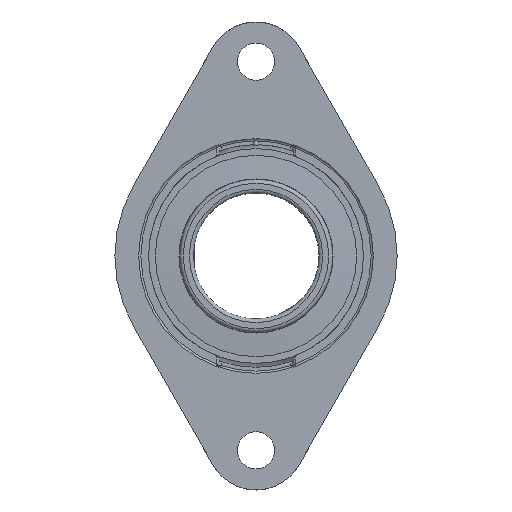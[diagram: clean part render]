
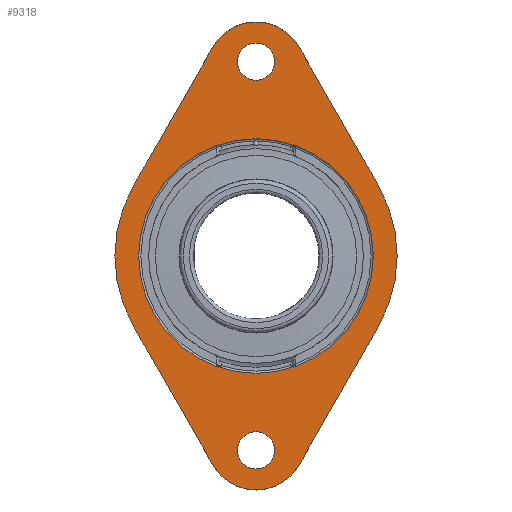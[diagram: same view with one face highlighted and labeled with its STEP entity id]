
A CAD part, left-side view. The second image highlights one B-rep face of the part: STEP entity #9318.
In plain terms, the highlighted face is planar.
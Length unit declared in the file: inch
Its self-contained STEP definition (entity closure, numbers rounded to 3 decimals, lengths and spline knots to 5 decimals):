
#6950=CARTESIAN_POINT('',(3.32413,-0.68343,-0.));
#6951=VERTEX_POINT('',#6950);
#6958=CARTESIAN_POINT('',(3.32413,0.68343,-0.));
#6959=VERTEX_POINT('',#6958);
#6960=CARTESIAN_POINT('',(2.93307,0.,-0.));
#6961=DIRECTION('',(0.,0.,1.));
#6962=DIRECTION('',(1.,0.,-0.));
#6963=AXIS2_PLACEMENT_3D('',#6960,#6961,#6962);
#6964=CIRCLE('',#6963,0.7874);
#6965=EDGE_CURVE('',#6951,#6959,#6964,.T.);
#9042=CARTESIAN_POINT('',(-0.,-1.86498,0.));
#9043=VERTEX_POINT('',#9042);
#9064=CARTESIAN_POINT('',(0.,1.86498,0.));
#9065=VERTEX_POINT('',#9064);
#9066=CARTESIAN_POINT('',(0.,0.,-0.));
#9067=DIRECTION('',(0.,0.,1.));
#9068=DIRECTION('',(-0.,1.,-0.));
#9069=AXIS2_PLACEMENT_3D('',#9066,#9067,#9068);
#9070=CIRCLE('',#9069,1.86498);
#9071=EDGE_CURVE('',#9065,#9043,#9070,.T.);
#9073=CARTESIAN_POINT('',(0.,0.,-0.));
#9074=DIRECTION('',(0.,0.,1.));
#9075=DIRECTION('',(-0.,1.,-0.));
#9076=AXIS2_PLACEMENT_3D('',#9073,#9074,#9075);
#9077=CIRCLE('',#9076,1.86498);
#9078=EDGE_CURVE('',#9043,#9065,#9077,.T.);
#9171=CARTESIAN_POINT('',(2.79528,0.,-0.));
#9172=VERTEX_POINT('',#9171);
#9181=CARTESIAN_POINT('',(3.09055,0.,-0.));
#9182=DIRECTION('',(0.,0.,1.));
#9183=DIRECTION('',(1.,0.,-0.));
#9184=AXIS2_PLACEMENT_3D('',#9181,#9182,#9183);
#9185=CIRCLE('',#9184,0.29528);
#9186=EDGE_CURVE('',#9172,#9172,#9185,.T.);
#9213=CARTESIAN_POINT('',(-3.38583,0.,0.));
#9214=VERTEX_POINT('',#9213);
#9221=CARTESIAN_POINT('',(-3.09055,0.,0.));
#9222=DIRECTION('',(0.,0.,1.));
#9223=DIRECTION('',(1.,0.,-0.));
#9224=AXIS2_PLACEMENT_3D('',#9221,#9222,#9223);
#9225=CIRCLE('',#9224,0.29528);
#9226=EDGE_CURVE('',#9214,#9214,#9225,.T.);
#9234=CARTESIAN_POINT('',(-0.,0.,0.));
#9235=DIRECTION('',(0.,0.,1.));
#9236=DIRECTION('',(1.,0.,-0.));
#9237=AXIS2_PLACEMENT_3D('',#9234,#9235,#9236);
#9238=PLANE('',#9237);
#9239=ORIENTED_EDGE('',*,*,#9071,.T.);
#9240=ORIENTED_EDGE('',*,*,#9078,.T.);
#9241=EDGE_LOOP('',(#9239,#9240));
#9242=FACE_BOUND('',#9241,.T.);
#9243=CARTESIAN_POINT('',(-1.11452,1.94777,0.));
#9244=VERTEX_POINT('',#9243);
#9245=CARTESIAN_POINT('',(-3.32413,0.68343,0.));
#9246=VERTEX_POINT('',#9245);
#9247=CARTESIAN_POINT('',(-1.11452,1.94777,0.));
#9248=DIRECTION('',(-0.868,-0.497,0.));
#9249=VECTOR('',#9248,1.00227);
#9250=LINE('',#9247,#9249);
#9251=EDGE_CURVE('',#9244,#9246,#9250,.T.);
#9252=ORIENTED_EDGE('',*,*,#9251,.F.);
#9253=CARTESIAN_POINT('',(1.11452,1.94777,-0.));
#9254=VERTEX_POINT('',#9253);
#9255=CARTESIAN_POINT('',(0.,0.,-0.));
#9256=DIRECTION('',(0.,0.,1.));
#9257=DIRECTION('',(1.,0.,-0.));
#9258=AXIS2_PLACEMENT_3D('',#9255,#9256,#9257);
#9259=CIRCLE('',#9258,2.24409);
#9260=EDGE_CURVE('',#9254,#9244,#9259,.T.);
#9261=ORIENTED_EDGE('',*,*,#9260,.F.);
#9262=CARTESIAN_POINT('',(3.32413,0.68343,-0.));
#9263=DIRECTION('',(-0.868,0.497,0.));
#9264=VECTOR('',#9263,1.00227);
#9265=LINE('',#9262,#9264);
#9266=EDGE_CURVE('',#6959,#9254,#9265,.T.);
#9267=ORIENTED_EDGE('',*,*,#9266,.F.);
#9268=ORIENTED_EDGE('',*,*,#6965,.F.);
#9269=CARTESIAN_POINT('',(1.11452,-1.94777,-0.));
#9270=VERTEX_POINT('',#9269);
#9271=CARTESIAN_POINT('',(1.11452,-1.94777,-0.));
#9272=DIRECTION('',(0.868,0.497,-0.));
#9273=VECTOR('',#9272,1.00227);
#9274=LINE('',#9271,#9273);
#9275=EDGE_CURVE('',#9270,#6951,#9274,.T.);
#9276=ORIENTED_EDGE('',*,*,#9275,.F.);
#9277=CARTESIAN_POINT('',(-1.11452,-1.94777,0.));
#9278=VERTEX_POINT('',#9277);
#9279=CARTESIAN_POINT('',(-0.,0.,-0.));
#9280=DIRECTION('',(0.,0.,1.));
#9281=DIRECTION('',(1.,0.,-0.));
#9282=AXIS2_PLACEMENT_3D('',#9279,#9280,#9281);
#9283=CIRCLE('',#9282,2.24409);
#9284=EDGE_CURVE('',#9278,#9270,#9283,.T.);
#9285=ORIENTED_EDGE('',*,*,#9284,.F.);
#9286=CARTESIAN_POINT('',(-3.32413,-0.68343,0.));
#9287=VERTEX_POINT('',#9286);
#9288=CARTESIAN_POINT('',(-3.32413,-0.68343,0.));
#9289=DIRECTION('',(0.868,-0.497,-0.));
#9290=VECTOR('',#9289,1.00227);
#9291=LINE('',#9288,#9290);
#9292=EDGE_CURVE('',#9287,#9278,#9291,.T.);
#9293=ORIENTED_EDGE('',*,*,#9292,.F.);
#9294=CARTESIAN_POINT('',(-3.72047,0.,0.));
#9295=VERTEX_POINT('',#9294);
#9296=CARTESIAN_POINT('',(-2.93307,0.,0.));
#9297=DIRECTION('',(0.,0.,1.));
#9298=DIRECTION('',(1.,0.,-0.));
#9299=AXIS2_PLACEMENT_3D('',#9296,#9297,#9298);
#9300=CIRCLE('',#9299,0.7874);
#9301=EDGE_CURVE('',#9295,#9287,#9300,.T.);
#9302=ORIENTED_EDGE('',*,*,#9301,.F.);
#9303=CARTESIAN_POINT('',(-2.93307,0.,0.));
#9304=DIRECTION('',(0.,0.,1.));
#9305=DIRECTION('',(1.,0.,-0.));
#9306=AXIS2_PLACEMENT_3D('',#9303,#9304,#9305);
#9307=CIRCLE('',#9306,0.7874);
#9308=EDGE_CURVE('',#9246,#9295,#9307,.T.);
#9309=ORIENTED_EDGE('',*,*,#9308,.F.);
#9310=EDGE_LOOP('',(#9252,#9261,#9267,#9268,#9276,#9285,#9293,#9302,#9309));
#9311=FACE_BOUND('',#9310,.T.);
#9312=ORIENTED_EDGE('',*,*,#9226,.T.);
#9313=EDGE_LOOP('',(#9312));
#9314=FACE_BOUND('',#9313,.T.);
#9315=ORIENTED_EDGE('',*,*,#9186,.T.);
#9316=EDGE_LOOP('',(#9315));
#9317=FACE_BOUND('',#9316,.T.);
#9318=ADVANCED_FACE('',(#9242,#9311,#9314,#9317),#9238,.F.);
